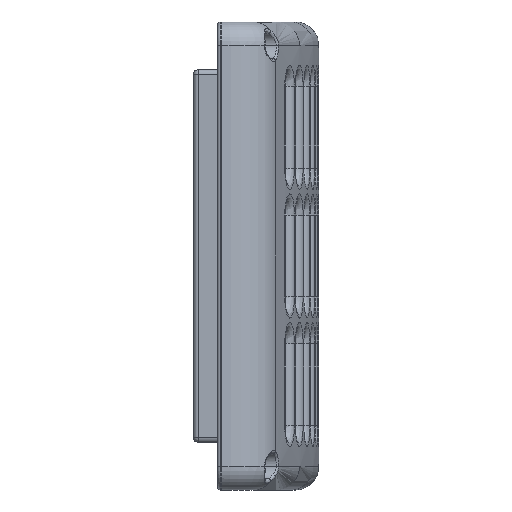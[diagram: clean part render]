
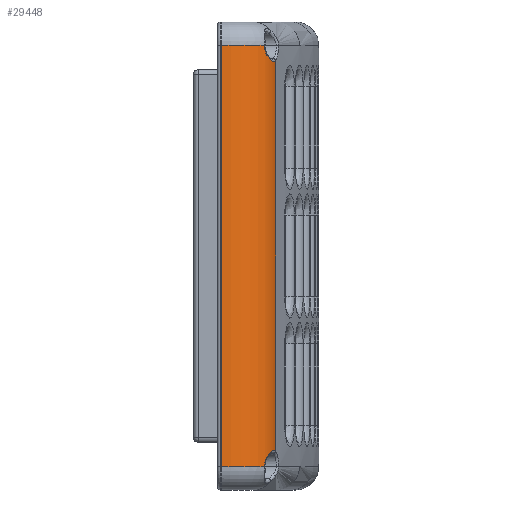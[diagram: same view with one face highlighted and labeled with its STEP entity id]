
A CAD part, front view. The second image highlights one B-rep face of the part: STEP entity #29448.
In plain terms, the highlighted cylindrical face has radius 12 mm (diameter 24 mm), a partial arc.
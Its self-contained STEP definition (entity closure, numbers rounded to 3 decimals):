
#15 = CARTESIAN_POINT ( 'NONE',  ( 1.305, -70.133, 41.945 ) ) ;
#243 = VERTEX_POINT ( 'NONE', #5779 ) ;
#401 = DIRECTION ( 'NONE',  ( 0., 0., -1. ) ) ;
#448 = CARTESIAN_POINT ( 'NONE',  ( -9.185, -76.3, 45. ) ) ;
#478 = DIRECTION ( 'NONE',  ( 1., 0., 0. ) ) ;
#806 = DIRECTION ( 'NONE',  ( 0., 0., 1. ) ) ;
#839 = AXIS2_PLACEMENT_3D ( 'NONE', #10400, #401, #23066 ) ;
#2233 = CARTESIAN_POINT ( 'NONE',  ( 1.684, -69.393, 41.684 ) ) ;
#2445 = CARTESIAN_POINT ( 'NONE',  ( 0.421, -71.494, -43.123 ) ) ;
#3039 = CARTESIAN_POINT ( 'NONE',  ( -9.185, -64.3, -45. ) ) ;
#3557 = LINE ( 'NONE', #4573, #22630 ) ;
#4573 = CARTESIAN_POINT ( 'NONE',  ( -9.185, -76.3, -50. ) ) ;
#4646 = CARTESIAN_POINT ( 'NONE',  ( 0.781, -70.986, -42.527 ) ) ;
#5145 = B_SPLINE_CURVE_WITH_KNOTS ( 'NONE', 3,
 ( #22407, #17631, #7448, #27503, #20311, #12304, #30072, #2445, #14860, #4646, #22520, #7229, #30198, #27846, #20208, #32625, #25404, #12761, #27622, #15311 ),
 .UNSPECIFIED., .F., .F.,
 ( 4, 2, 2, 2, 2, 2, 2, 2, 2, 4 ),
 ( 0., 0., 0.001, 0.002, 0.003, 0.003, 0.004, 0.005, 0.006, 0.007 ),
 .UNSPECIFIED. ) ;
#5779 = CARTESIAN_POINT ( 'NONE',  ( 0.001, -72.02, 45. ) ) ;
#5821 = B_SPLINE_CURVE_WITH_KNOTS ( 'NONE', 3,
 ( #25202, #17432, #30446, #12555, #15106, #2233, #19993, #15, #32884, #27867, #17773, #17890, #28207, #20879, #28422, #18314, #12786, #10227, #18217, #20563 ),
 .UNSPECIFIED., .F., .F.,
 ( 4, 2, 2, 2, 2, 2, 2, 2, 2, 4 ),
 ( 0., 0.001, 0.002, 0.003, 0.003, 0.004, 0.005, 0.005, 0.006, 0.007 ),
 .UNSPECIFIED. ) ;
#7229 = CARTESIAN_POINT ( 'NONE',  ( 1.174, -70.361, -42.066 ) ) ;
#7448 = CARTESIAN_POINT ( 'NONE',  ( 0.002, -72.019, -44.708 ) ) ;
#7658 = ORIENTED_EDGE ( 'NONE', *, *, #23569, .T. ) ;
#7985 = AXIS2_PLACEMENT_3D ( 'NONE', #3039, #30918, #478 ) ;
#8124 = EDGE_CURVE ( 'NONE', #22669, #19821, #5145, .T. ) ;
#10227 = CARTESIAN_POINT ( 'NONE',  ( 0.02, -71.998, 44.422 ) ) ;
#10400 = CARTESIAN_POINT ( 'NONE',  ( -9.185, -64.3, 45. ) ) ;
#10402 = DIRECTION ( 'NONE',  ( 0., 0., 1. ) ) ;
#10812 = DIRECTION ( 'NONE',  ( 1., 0., 0. ) ) ;
#12134 = AXIS2_PLACEMENT_3D ( 'NONE', #28993, #806, #10812 ) ;
#12304 = CARTESIAN_POINT ( 'NONE',  ( 0.134, -71.86, -43.861 ) ) ;
#12555 = CARTESIAN_POINT ( 'NONE',  ( 2.021, -68.602, 41.59 ) ) ;
#12593 = CARTESIAN_POINT ( 'NONE',  ( -9.185, -76.3, -45. ) ) ;
#12761 = CARTESIAN_POINT ( 'NONE',  ( 2.216, -68.054, -41.628 ) ) ;
#12786 = CARTESIAN_POINT ( 'NONE',  ( 0.133, -71.862, 43.866 ) ) ;
#13029 = DIRECTION ( 'NONE',  ( 0., 0., 1. ) ) ;
#13649 = EDGE_CURVE ( 'NONE', #25937, #28420, #3557, .T. ) ;
#14601 = VERTEX_POINT ( 'NONE', #19608 ) ;
#14785 = ORIENTED_EDGE ( 'NONE', *, *, #29357, .T. ) ;
#14860 = CARTESIAN_POINT ( 'NONE',  ( 0.536, -71.338, -42.91 ) ) ;
#15106 = CARTESIAN_POINT ( 'NONE',  ( 1.913, -68.873, 41.602 ) ) ;
#15311 = CARTESIAN_POINT ( 'NONE',  ( 2.376, -67.514, -41.762 ) ) ;
#15400 = EDGE_LOOP ( 'NONE', ( #25795, #28938, #7658, #18665, #14785, #28829 ) ) ;
#17174 = FACE_OUTER_BOUND ( 'NONE', #15400, .T. ) ;
#17432 = CARTESIAN_POINT ( 'NONE',  ( 2.301, -67.783, 41.678 ) ) ;
#17483 = CARTESIAN_POINT ( 'NONE',  ( 2.376, -67.514, -50. ) ) ;
#17631 = CARTESIAN_POINT ( 'NONE',  ( -0.002, -72.025, -44.853 ) ) ;
#17773 = CARTESIAN_POINT ( 'NONE',  ( 0.781, -70.987, 42.528 ) ) ;
#17890 = CARTESIAN_POINT ( 'NONE',  ( 0.597, -71.251, 42.815 ) ) ;
#18217 = CARTESIAN_POINT ( 'NONE',  ( -0.006, -72.029, 44.707 ) ) ;
#18314 = CARTESIAN_POINT ( 'NONE',  ( 0.216, -71.759, 43.606 ) ) ;
#18665 = ORIENTED_EDGE ( 'NONE', *, *, #22012, .T. ) ;
#18695 = CARTESIAN_POINT ( 'NONE',  ( 2.376, -67.514, -41.762 ) ) ;
#19608 = CARTESIAN_POINT ( 'NONE',  ( 2.376, -67.514, 41.762 ) ) ;
#19821 = VERTEX_POINT ( 'NONE', #18695 ) ;
#19993 = CARTESIAN_POINT ( 'NONE',  ( 1.56, -69.648, 41.753 ) ) ;
#20208 = CARTESIAN_POINT ( 'NONE',  ( 1.684, -69.393, -41.684 ) ) ;
#20311 = CARTESIAN_POINT ( 'NONE',  ( 0.049, -71.963, -44.278 ) ) ;
#20563 = CARTESIAN_POINT ( 'NONE',  ( 0.001, -72.02, 45. ) ) ;
#20879 = CARTESIAN_POINT ( 'NONE',  ( 0.423, -71.489, 43.133 ) ) ;
#21104 = CARTESIAN_POINT ( 'NONE',  ( 0.001, -72.02, -45. ) ) ;
#22012 = EDGE_CURVE ( 'NONE', #14601, #243, #5821, .T. ) ;
#22349 = CYLINDRICAL_SURFACE ( 'NONE', #12134, 12. ) ;
#22374 = EDGE_CURVE ( 'NONE', #25937, #22669, #24154, .T. ) ;
#22407 = CARTESIAN_POINT ( 'NONE',  ( 0.001, -72.02, -45. ) ) ;
#22520 = CARTESIAN_POINT ( 'NONE',  ( 0.913, -70.787, -42.356 ) ) ;
#22630 = VECTOR ( 'NONE', #13029, 1000. ) ;
#22669 = VERTEX_POINT ( 'NONE', #21104 ) ;
#23066 = DIRECTION ( 'NONE',  ( 1., 0., 0. ) ) ;
#23569 = EDGE_CURVE ( 'NONE', #19821, #14601, #23743, .T. ) ;
#23743 = LINE ( 'NONE', #17483, #30938 ) ;
#24154 = CIRCLE ( 'NONE', #7985, 12. ) ;
#25202 = CARTESIAN_POINT ( 'NONE',  ( 2.376, -67.514, 41.762 ) ) ;
#25404 = CARTESIAN_POINT ( 'NONE',  ( 2.023, -68.597, -41.59 ) ) ;
#25795 = ORIENTED_EDGE ( 'NONE', *, *, #22374, .T. ) ;
#25937 = VERTEX_POINT ( 'NONE', #12593 ) ;
#26664 = CIRCLE ( 'NONE', #839, 12. ) ;
#27503 = CARTESIAN_POINT ( 'NONE',  ( 0.028, -71.989, -44.421 ) ) ;
#27622 = CARTESIAN_POINT ( 'NONE',  ( 2.301, -67.783, -41.678 ) ) ;
#27846 = CARTESIAN_POINT ( 'NONE',  ( 1.56, -69.648, -41.753 ) ) ;
#27867 = CARTESIAN_POINT ( 'NONE',  ( 0.913, -70.787, 42.356 ) ) ;
#28207 = CARTESIAN_POINT ( 'NONE',  ( 0.537, -71.334, 42.917 ) ) ;
#28420 = VERTEX_POINT ( 'NONE', #448 ) ;
#28422 = CARTESIAN_POINT ( 'NONE',  ( 0.368, -71.562, 43.247 ) ) ;
#28829 = ORIENTED_EDGE ( 'NONE', *, *, #13649, .F. ) ;
#28938 = ORIENTED_EDGE ( 'NONE', *, *, #8124, .T. ) ;
#28993 = CARTESIAN_POINT ( 'NONE',  ( -9.185, -64.3, -50. ) ) ;
#29357 = EDGE_CURVE ( 'NONE', #243, #28420, #26664, .T. ) ;
#29448 = ADVANCED_FACE ( 'NONE', ( #17174 ), #22349, .T. ) ;
#30072 = CARTESIAN_POINT ( 'NONE',  ( 0.217, -71.758, -43.604 ) ) ;
#30198 = CARTESIAN_POINT ( 'NONE',  ( 1.305, -70.134, -41.945 ) ) ;
#30446 = CARTESIAN_POINT ( 'NONE',  ( 2.216, -68.055, 41.628 ) ) ;
#30918 = DIRECTION ( 'NONE',  ( 0., 0., 1. ) ) ;
#30938 = VECTOR ( 'NONE', #10402, 1000. ) ;
#32625 = CARTESIAN_POINT ( 'NONE',  ( 1.914, -68.87, -41.602 ) ) ;
#32884 = CARTESIAN_POINT ( 'NONE',  ( 1.174, -70.361, 42.066 ) ) ;
